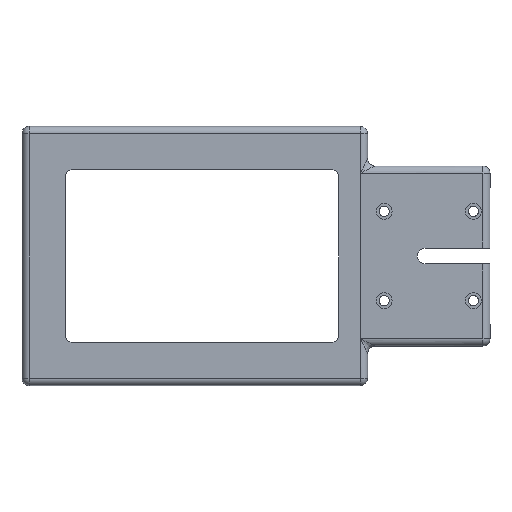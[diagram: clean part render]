
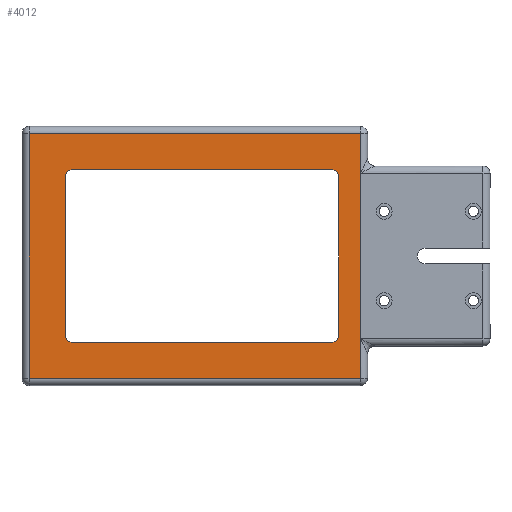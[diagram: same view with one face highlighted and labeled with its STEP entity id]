
A CAD part, left-side view. The second image highlights one B-rep face of the part: STEP entity #4012.
In plain terms, the highlighted face is planar.
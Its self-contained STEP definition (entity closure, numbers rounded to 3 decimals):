
#51=FACE_BOUND('',#1415,.T.);
#140=PLANE('',#4450);
#352=LINE('',#6856,#700);
#395=LINE('',#6952,#743);
#401=LINE('',#6967,#749);
#413=LINE('',#7003,#761);
#446=LINE('',#7121,#794);
#452=LINE('',#7140,#800);
#453=LINE('',#7144,#801);
#454=LINE('',#7145,#802);
#700=VECTOR('',#5177,10.);
#743=VECTOR('',#5246,10.);
#749=VECTOR('',#5262,10.);
#761=VECTOR('',#5302,10.);
#794=VECTOR('',#5447,10.);
#800=VECTOR('',#5471,10.);
#801=VECTOR('',#5476,10.);
#802=VECTOR('',#5477,10.);
#1162=FACE_OUTER_BOUND('',#1414,.T.);
#1414=EDGE_LOOP('',(#3425,#3426,#3427,#3428));
#1415=EDGE_LOOP('',(#3429,#3430,#3431,#3432,#3433,#3434,#3435,#3436));
#1641=CIRCLE('',#4362,2.5);
#1642=CIRCLE('',#4366,2.5);
#1646=CIRCLE('',#4382,2.5);
#1647=CIRCLE('',#4387,2.5);
#1932=VERTEX_POINT('',#6853);
#1933=VERTEX_POINT('',#6855);
#1970=VERTEX_POINT('',#6941);
#1973=VERTEX_POINT('',#6951);
#1975=VERTEX_POINT('',#6956);
#1977=VERTEX_POINT('',#6965);
#1986=VERTEX_POINT('',#6997);
#1987=VERTEX_POINT('',#7002);
#2015=VERTEX_POINT('',#7118);
#2016=VERTEX_POINT('',#7120);
#2020=VERTEX_POINT('',#7139);
#2021=VERTEX_POINT('',#7143);
#2389=EDGE_CURVE('',#1933,#1932,#352,.T.);
#2432=EDGE_CURVE('',#1933,#1970,#1641,.T.);
#2437=EDGE_CURVE('',#1973,#1970,#395,.T.);
#2440=EDGE_CURVE('',#1975,#1932,#1642,.T.);
#2445=EDGE_CURVE('',#1975,#1977,#401,.T.);
#2460=EDGE_CURVE('',#1973,#1986,#1646,.T.);
#2463=EDGE_CURVE('',#1987,#1986,#413,.T.);
#2470=EDGE_CURVE('',#1987,#1977,#1647,.T.);
#2525=EDGE_CURVE('',#2015,#2016,#446,.T.);
#2535=EDGE_CURVE('',#2016,#2020,#452,.T.);
#2537=EDGE_CURVE('',#2021,#2015,#453,.T.);
#2538=EDGE_CURVE('',#2020,#2021,#454,.T.);
#3425=ORIENTED_EDGE('',*,*,#2525,.F.);
#3426=ORIENTED_EDGE('',*,*,#2537,.F.);
#3427=ORIENTED_EDGE('',*,*,#2538,.F.);
#3428=ORIENTED_EDGE('',*,*,#2535,.F.);
#3429=ORIENTED_EDGE('',*,*,#2437,.T.);
#3430=ORIENTED_EDGE('',*,*,#2432,.F.);
#3431=ORIENTED_EDGE('',*,*,#2389,.T.);
#3432=ORIENTED_EDGE('',*,*,#2440,.F.);
#3433=ORIENTED_EDGE('',*,*,#2445,.T.);
#3434=ORIENTED_EDGE('',*,*,#2470,.F.);
#3435=ORIENTED_EDGE('',*,*,#2463,.T.);
#3436=ORIENTED_EDGE('',*,*,#2460,.F.);
#4012=ADVANCED_FACE('',(#1162,#51),#140,.F.);
#4362=AXIS2_PLACEMENT_3D('',#6942,#5236,#5237);
#4366=AXIS2_PLACEMENT_3D('',#6958,#5251,#5252);
#4382=AXIS2_PLACEMENT_3D('',#6998,#5296,#5297);
#4387=AXIS2_PLACEMENT_3D('',#7015,#5314,#5315);
#4450=AXIS2_PLACEMENT_3D('',#7142,#5474,#5475);
#5177=DIRECTION('',(0.,0.,-1.));
#5236=DIRECTION('center_axis',(1.,0.,0.));
#5237=DIRECTION('ref_axis',(0.,0.707,0.707));
#5246=DIRECTION('',(0.,1.,0.));
#5251=DIRECTION('center_axis',(1.,0.,0.));
#5252=DIRECTION('ref_axis',(0.,0.707,-0.707));
#5262=DIRECTION('',(0.,-1.,0.));
#5296=DIRECTION('center_axis',(1.,0.,0.));
#5297=DIRECTION('ref_axis',(0.,-0.707,0.707));
#5302=DIRECTION('',(0.,0.,1.));
#5314=DIRECTION('center_axis',(1.,0.,0.));
#5315=DIRECTION('ref_axis',(0.,-0.707,-0.707));
#5447=DIRECTION('',(0.,0.,1.));
#5471=DIRECTION('',(0.,1.,0.));
#5474=DIRECTION('center_axis',(-1.,0.,0.));
#5475=DIRECTION('ref_axis',(0.,0.,1.));
#5476=DIRECTION('',(0.,-1.,0.));
#5477=DIRECTION('',(0.,0.,-1.));
#6853=CARTESIAN_POINT('',(90.,105.,-72.5));
#6855=CARTESIAN_POINT('',(90.,105.,-17.5));
#6856=CARTESIAN_POINT('',(90.,105.,-60.));
#6941=CARTESIAN_POINT('',(90.,102.5,-15.));
#6942=CARTESIAN_POINT('Origin',(90.,102.5,-17.5));
#6951=CARTESIAN_POINT('',(90.,12.5,-15.));
#6952=CARTESIAN_POINT('',(90.,82.5,-15.));
#6956=CARTESIAN_POINT('',(90.,102.5,-75.));
#6958=CARTESIAN_POINT('Origin',(90.,102.5,-72.5));
#6965=CARTESIAN_POINT('',(90.,12.5,-75.));
#6967=CARTESIAN_POINT('',(90.,35.,-75.));
#6997=CARTESIAN_POINT('',(90.,10.,-17.5));
#6998=CARTESIAN_POINT('Origin',(90.,12.5,-17.5));
#7002=CARTESIAN_POINT('',(90.,10.,-72.5));
#7003=CARTESIAN_POINT('',(90.,10.,-30.));
#7015=CARTESIAN_POINT('Origin',(90.,12.5,-72.5));
#7118=CARTESIAN_POINT('',(90.,2.5,-87.5));
#7120=CARTESIAN_POINT('',(90.,2.5,-2.5));
#7121=CARTESIAN_POINT('',(90.,2.5,-67.5));
#7139=CARTESIAN_POINT('',(90.,117.5,-2.5));
#7140=CARTESIAN_POINT('',(90.,85.,-2.5));
#7142=CARTESIAN_POINT('Origin',(90.,60.,-45.));
#7143=CARTESIAN_POINT('',(90.,117.5,-87.5));
#7144=CARTESIAN_POINT('',(90.,85.,-87.5));
#7145=CARTESIAN_POINT('',(90.,117.5,-22.5));
